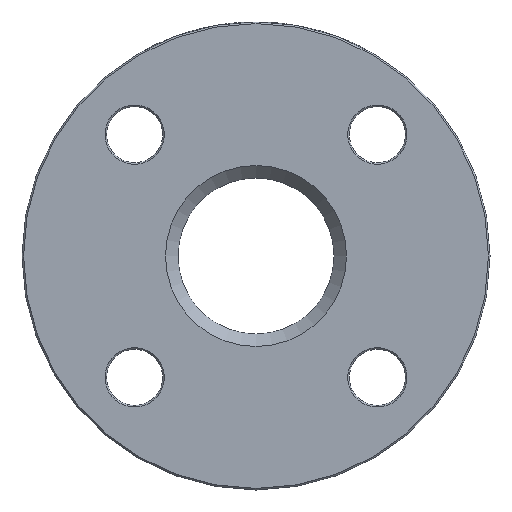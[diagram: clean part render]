
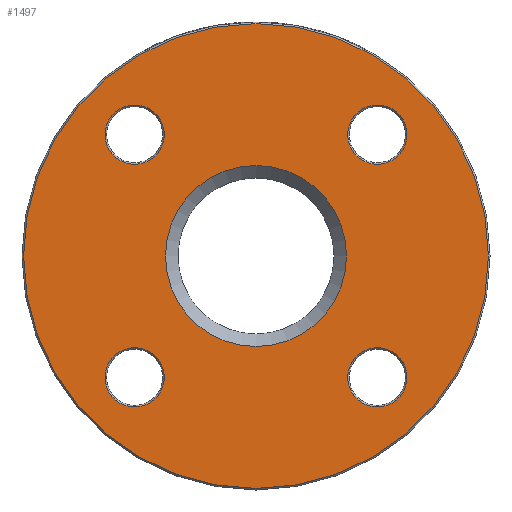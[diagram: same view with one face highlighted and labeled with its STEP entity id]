
A CAD part, left-side view. The second image highlights one B-rep face of the part: STEP entity #1497.
In plain terms, the highlighted planar face has unit normal (-1, 0, 0).
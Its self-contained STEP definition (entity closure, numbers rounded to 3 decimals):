
#141 = CARTESIAN_POINT ( 'NONE',  ( 0., 38.891, 38.891 ) ) ;
#208 = CARTESIAN_POINT ( 'NONE',  ( 0., 38.891, -38.891 ) ) ;
#211 = DIRECTION ( 'NONE',  ( 1., 0., 0. ) ) ;
#239 = CARTESIAN_POINT ( 'NONE',  ( 0., 0., 0. ) ) ;
#241 = DIRECTION ( 'NONE',  ( 0., 0., -1. ) ) ;
#273 = CARTESIAN_POINT ( 'NONE',  ( 0., 25., 0. ) ) ;
#386 = EDGE_CURVE ( 'NONE', #5066, #5066, #1426, .T. ) ;
#541 = CIRCLE ( 'NONE', #3821, 74.5 ) ;
#599 = EDGE_LOOP ( 'NONE', ( #937 ) ) ;
#639 = CARTESIAN_POINT ( 'NONE',  ( 0., 38.891, 29.391 ) ) ;
#654 = EDGE_CURVE ( 'NONE', #1469, #1469, #1620, .T. ) ;
#662 = FACE_BOUND ( 'NONE', #5031, .T. ) ;
#675 = VERTEX_POINT ( 'NONE', #3690 ) ;
#769 = ORIENTED_EDGE ( 'NONE', *, *, #1171, .T. ) ;
#937 = ORIENTED_EDGE ( 'NONE', *, *, #4723, .T. ) ;
#1049 = CIRCLE ( 'NONE', #3761, 9.5 ) ;
#1171 = EDGE_CURVE ( 'NONE', #3371, #3371, #1351, .T. ) ;
#1331 = ORIENTED_EDGE ( 'NONE', *, *, #386, .T. ) ;
#1335 = CARTESIAN_POINT ( 'NONE',  ( 0., -38.891, 38.891 ) ) ;
#1345 = AXIS2_PLACEMENT_3D ( 'NONE', #1335, #5251, #3151 ) ;
#1351 = CIRCLE ( 'NONE', #5178, 9.5 ) ;
#1426 = CIRCLE ( 'NONE', #4796, 29. ) ;
#1469 = VERTEX_POINT ( 'NONE', #639 ) ;
#1497 = ADVANCED_FACE ( 'NONE', ( #2518, #2895, #4645, #662, #4679, #4299 ), #2458, .F. ) ;
#1553 = EDGE_LOOP ( 'NONE', ( #1331 ) ) ;
#1620 = CIRCLE ( 'NONE', #2649, 9.5 ) ;
#1644 = EDGE_LOOP ( 'NONE', ( #5158 ) ) ;
#1715 = CIRCLE ( 'NONE', #1345, 9.5 ) ;
#1805 = DIRECTION ( 'NONE',  ( 0., 0., -1. ) ) ;
#2019 = DIRECTION ( 'NONE',  ( -1., 0., 0. ) ) ;
#2370 = AXIS2_PLACEMENT_3D ( 'NONE', #273, #211, #241 ) ;
#2417 = EDGE_CURVE ( 'NONE', #3743, #3743, #541, .T. ) ;
#2458 = PLANE ( 'NONE',  #2370 ) ;
#2518 = FACE_BOUND ( 'NONE', #1553, .T. ) ;
#2649 = AXIS2_PLACEMENT_3D ( 'NONE', #141, #5485, #3292 ) ;
#2696 = CARTESIAN_POINT ( 'NONE',  ( 0., 0., 0. ) ) ;
#2742 = CARTESIAN_POINT ( 'NONE',  ( 0., -38.891, -38.891 ) ) ;
#2895 = FACE_OUTER_BOUND ( 'NONE', #2999, .T. ) ;
#2908 = CARTESIAN_POINT ( 'NONE',  ( 0., 0., -29. ) ) ;
#2999 = EDGE_LOOP ( 'NONE', ( #5443 ) ) ;
#3151 = DIRECTION ( 'NONE',  ( 0., 0., -1. ) ) ;
#3252 = CARTESIAN_POINT ( 'NONE',  ( 0., 0., -74.5 ) ) ;
#3292 = DIRECTION ( 'NONE',  ( 0., 0., -1. ) ) ;
#3338 = VERTEX_POINT ( 'NONE', #4252 ) ;
#3371 = VERTEX_POINT ( 'NONE', #5038 ) ;
#3690 = CARTESIAN_POINT ( 'NONE',  ( 0., -38.891, 29.391 ) ) ;
#3743 = VERTEX_POINT ( 'NONE', #3252 ) ;
#3761 = AXIS2_PLACEMENT_3D ( 'NONE', #208, #4325, #4763 ) ;
#3821 = AXIS2_PLACEMENT_3D ( 'NONE', #239, #2019, #4327 ) ;
#4252 = CARTESIAN_POINT ( 'NONE',  ( 0., 38.891, -48.391 ) ) ;
#4299 = FACE_BOUND ( 'NONE', #1644, .T. ) ;
#4325 = DIRECTION ( 'NONE',  ( 1., 0., 0. ) ) ;
#4327 = DIRECTION ( 'NONE',  ( 0., 0., -1. ) ) ;
#4511 = ORIENTED_EDGE ( 'NONE', *, *, #5037, .T. ) ;
#4645 = FACE_BOUND ( 'NONE', #5304, .T. ) ;
#4679 = FACE_BOUND ( 'NONE', #599, .T. ) ;
#4723 = EDGE_CURVE ( 'NONE', #3338, #3338, #1049, .T. ) ;
#4763 = DIRECTION ( 'NONE',  ( 0., 0., -1. ) ) ;
#4796 = AXIS2_PLACEMENT_3D ( 'NONE', #2696, #5815, #4916 ) ;
#4916 = DIRECTION ( 'NONE',  ( 0., 0., -1. ) ) ;
#5031 = EDGE_LOOP ( 'NONE', ( #769 ) ) ;
#5037 = EDGE_CURVE ( 'NONE', #675, #675, #1715, .T. ) ;
#5038 = CARTESIAN_POINT ( 'NONE',  ( 0., -38.891, -48.391 ) ) ;
#5066 = VERTEX_POINT ( 'NONE', #2908 ) ;
#5158 = ORIENTED_EDGE ( 'NONE', *, *, #654, .T. ) ;
#5178 = AXIS2_PLACEMENT_3D ( 'NONE', #2742, #5808, #1805 ) ;
#5251 = DIRECTION ( 'NONE',  ( 1., 0., 0. ) ) ;
#5304 = EDGE_LOOP ( 'NONE', ( #4511 ) ) ;
#5443 = ORIENTED_EDGE ( 'NONE', *, *, #2417, .T. ) ;
#5485 = DIRECTION ( 'NONE',  ( 1., 0., 0. ) ) ;
#5808 = DIRECTION ( 'NONE',  ( 1., 0., 0. ) ) ;
#5815 = DIRECTION ( 'NONE',  ( 1., 0., 0. ) ) ;
